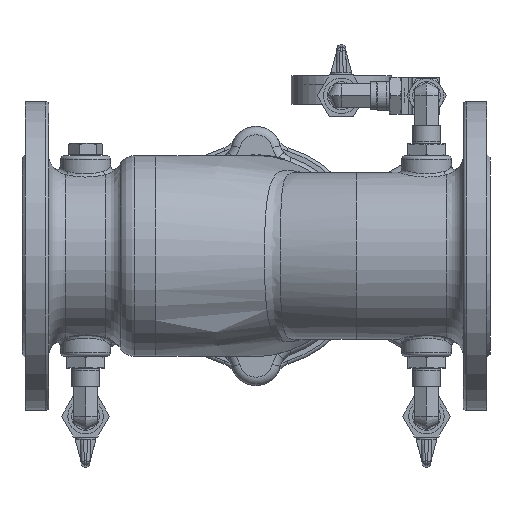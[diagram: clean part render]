
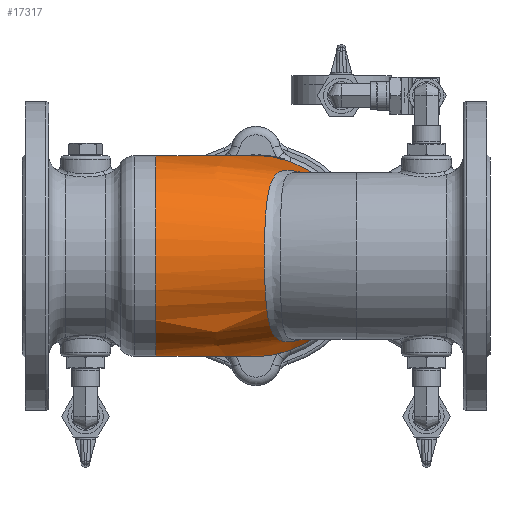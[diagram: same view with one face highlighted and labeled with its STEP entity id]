
A CAD part, front view. The second image highlights one B-rep face of the part: STEP entity #17317.
In plain terms, the highlighted free-form (B-spline) face has degree [2, 2] with [9, 3] control points.
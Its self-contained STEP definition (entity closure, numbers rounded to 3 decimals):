
#378=(
BOUNDED_SURFACE()
B_SPLINE_SURFACE(2,2,((#27801,#27802,#27803),(#27804,#27805,#27806),(#27807,
#27808,#27809),(#27810,#27811,#27812),(#27813,#27814,#27815),(#27816,#27817,
#27818),(#27819,#27820,#27821),(#27822,#27823,#27824),(#27825,#27826,#27827)),
 .UNSPECIFIED.,.T.,.F.,.F.)
B_SPLINE_SURFACE_WITH_KNOTS((3,2,2,2,3),(3,3),(-3.142,-1.571,
0.,1.571,3.142),(-3.142,-1.571),
 .UNSPECIFIED.)
GEOMETRIC_REPRESENTATION_ITEM()
RATIONAL_B_SPLINE_SURFACE(((1.,0.707,1.),(0.707,
0.5,0.707),(1.,0.707,1.),(0.707,0.5,
0.707),(1.,0.707,1.),(0.707,0.5,0.707),
(1.,0.707,1.),(0.707,0.5,0.707),(1.,
0.707,1.)))
REPRESENTATION_ITEM('')
SURFACE()
);
#845=B_SPLINE_CURVE_WITH_KNOTS('',3,(#27705,#27706,#27707,#27708,#27709,
#27710,#27711,#27712,#27713,#27714,#27715,#27716,#27717,#27718,#27719,#27720,
#27721,#27722,#27723,#27724,#27725,#27726,#27727,#27728,#27729,#27730,#27731,
#27732),.UNSPECIFIED.,.F.,.F.,(4,1,1,1,1,1,1,1,1,1,1,1,1,1,1,1,1,1,1,1,
1,1,1,1,1,4),(6.177,6.525,6.874,7.571,
8.268,8.965,9.43,9.894,10.824,
11.753,13.612,14.541,15.471,16.4,
17.33,18.259,19.189,20.118,21.047,
21.977,22.906,23.603,24.3,24.997,
25.346,25.694),.UNSPECIFIED.);
#846=B_SPLINE_CURVE_WITH_KNOTS('',3,(#27788,#27789,#27790,#27791,#27792,
#27793),.UNSPECIFIED.,.F.,.F.,(4,1,1,4),(0.,9.134,
13.7,15.983),.UNSPECIFIED.);
#847=B_SPLINE_CURVE_WITH_KNOTS('',3,(#27794,#27795,#27796,#27797,#27798,
#27799,#27800),.UNSPECIFIED.,.F.,.F.,(4,1,1,1,4),(15.983,20.551,
22.834,27.401,31.968),.UNSPECIFIED.);
#1912=FACE_OUTER_BOUND('',#2982,.T.);
#2982=EDGE_LOOP('',(#12081,#12082,#12083,#12084,#12085,#12086,#12087));
#6547=CIRCLE('',#18944,60.);
#6548=CIRCLE('',#18945,60.);
#6551=CIRCLE('',#18949,60.);
#6552=CIRCLE('',#18950,60.);
#7327=VERTEX_POINT('',#27499);
#7328=VERTEX_POINT('',#27501);
#7329=VERTEX_POINT('',#27673);
#7330=VERTEX_POINT('',#27703);
#7331=VERTEX_POINT('',#27787);
#9119=EDGE_CURVE('',#7327,#7328,#6547,.T.);
#9120=EDGE_CURVE('',#7328,#7327,#6548,.T.);
#9124=EDGE_CURVE('',#7330,#7329,#845,.T.);
#9125=EDGE_CURVE('',#7329,#7331,#846,.T.);
#9126=EDGE_CURVE('',#7331,#7330,#847,.T.);
#9127=EDGE_CURVE('',#7328,#7331,#6551,.T.);
#9128=EDGE_CURVE('',#7331,#7328,#6552,.T.);
#12081=ORIENTED_EDGE('',*,*,#9127,.F.);
#12082=ORIENTED_EDGE('',*,*,#9119,.F.);
#12083=ORIENTED_EDGE('',*,*,#9120,.F.);
#12084=ORIENTED_EDGE('',*,*,#9128,.F.);
#12085=ORIENTED_EDGE('',*,*,#9125,.F.);
#12086=ORIENTED_EDGE('',*,*,#9124,.F.);
#12087=ORIENTED_EDGE('',*,*,#9126,.F.);
#17317=ADVANCED_FACE('',(#1912),#378,.F.);
#18944=AXIS2_PLACEMENT_3D('',#27502,#21345,#21346);
#18945=AXIS2_PLACEMENT_3D('',#27503,#21347,#21348);
#18949=AXIS2_PLACEMENT_3D('',#27828,#21355,#21356);
#18950=AXIS2_PLACEMENT_3D('',#27829,#21357,#21358);
#21345=DIRECTION('center_axis',(-1.,0.,0.));
#21346=DIRECTION('ref_axis',(0.,0.,
1.));
#21347=DIRECTION('center_axis',(-1.,0.,0.));
#21348=DIRECTION('ref_axis',(0.,0.,
1.));
#21355=DIRECTION('center_axis',(0.,1.,0.));
#21356=DIRECTION('ref_axis',(0.,0.,
1.));
#21357=DIRECTION('center_axis',(0.,1.,0.));
#21358=DIRECTION('ref_axis',(0.,0.,
1.));
#27499=CARTESIAN_POINT('',(64.,0.,-60.));
#27501=CARTESIAN_POINT('',(64.,60.,0.));
#27502=CARTESIAN_POINT('Origin',(64.,0.,0.));
#27503=CARTESIAN_POINT('Origin',(64.,0.,0.));
#27673=CARTESIAN_POINT('',(175.39,49.445,-30.125));
#27703=CARTESIAN_POINT('',(175.39,49.445,30.125));
#27705=CARTESIAN_POINT('Ctrl Pts',(175.39,49.445,30.125));
#27706=CARTESIAN_POINT('Ctrl Pts',(174.649,48.557,31.252));
#27707=CARTESIAN_POINT('Ctrl Pts',(173.078,46.842,33.46));
#27708=CARTESIAN_POINT('Ctrl Pts',(169.502,43.381,37.745));
#27709=CARTESIAN_POINT('Ctrl Pts',(164.426,38.97,42.532));
#27710=CARTESIAN_POINT('Ctrl Pts',(157.71,33.138,47.075));
#27711=CARTESIAN_POINT('Ctrl Pts',(151.534,27.002,49.862));
#27712=CARTESIAN_POINT('Ctrl Pts',(146.52,20.743,51.197));
#27713=CARTESIAN_POINT('Ctrl Pts',(141.452,12.812,51.68));
#27714=CARTESIAN_POINT('Ctrl Pts',(136.838,2.03,50.328));
#27715=CARTESIAN_POINT('Ctrl Pts',(132.411,-14.703,44.595));
#27716=CARTESIAN_POINT('Ctrl Pts',(130.388,-28.783,33.707));
#27717=CARTESIAN_POINT('Ctrl Pts',(129.337,-37.564,18.854));
#27718=CARTESIAN_POINT('Ctrl Pts',(128.988,-41.01,6.465));
#27719=CARTESIAN_POINT('Ctrl Pts',(128.983,-41.018,-6.39));
#27720=CARTESIAN_POINT('Ctrl Pts',(129.341,-37.596,-18.793));
#27721=CARTESIAN_POINT('Ctrl Pts',(130.108,-31.019,-29.922));
#27722=CARTESIAN_POINT('Ctrl Pts',(131.405,-21.809,-39.12));
#27723=CARTESIAN_POINT('Ctrl Pts',(133.49,-10.579,-45.985));
#27724=CARTESIAN_POINT('Ctrl Pts',(136.821,1.943,-50.315));
#27725=CARTESIAN_POINT('Ctrl Pts',(142.328,14.919,-51.95));
#27726=CARTESIAN_POINT('Ctrl Pts',(149.935,25.443,-50.579));
#27727=CARTESIAN_POINT('Ctrl Pts',(157.655,33.073,-47.106));
#27728=CARTESIAN_POINT('Ctrl Pts',(164.389,38.946,-42.563));
#27729=CARTESIAN_POINT('Ctrl Pts',(169.464,43.344,-37.783));
#27730=CARTESIAN_POINT('Ctrl Pts',(173.036,46.799,-33.515));
#27731=CARTESIAN_POINT('Ctrl Pts',(174.639,48.546,-31.267));
#27732=CARTESIAN_POINT('Ctrl Pts',(175.39,49.445,-30.125));
#27787=CARTESIAN_POINT('',(183.999,59.999,0.));
#27788=CARTESIAN_POINT('Ctrl Pts',(175.39,49.445,-30.125));
#27789=CARTESIAN_POINT('Ctrl Pts',(178.411,53.06,-25.532));
#27790=CARTESIAN_POINT('Ctrl Pts',(182.018,57.512,-17.382));
#27791=CARTESIAN_POINT('Ctrl Pts',(183.81,59.762,-6.406));
#27792=CARTESIAN_POINT('Ctrl Pts',(183.999,59.999,-1.601));
#27793=CARTESIAN_POINT('Ctrl Pts',(183.999,59.998,0.));
#27794=CARTESIAN_POINT('Ctrl Pts',(183.999,59.998,0.));
#27795=CARTESIAN_POINT('Ctrl Pts',(183.998,59.996,3.204));
#27796=CARTESIAN_POINT('Ctrl Pts',(183.614,59.515,8.007));
#27797=CARTESIAN_POINT('Ctrl Pts',(182.043,57.551,15.668));
#27798=CARTESIAN_POINT('Ctrl Pts',(179.615,54.546,22.833));
#27799=CARTESIAN_POINT('Ctrl Pts',(176.901,51.253,27.829));
#27800=CARTESIAN_POINT('Ctrl Pts',(175.39,49.445,30.125));
#27801=CARTESIAN_POINT('Ctrl Pts',(64.,60.,0.));
#27802=CARTESIAN_POINT('Ctrl Pts',(64.,60.,0.));
#27803=CARTESIAN_POINT('Ctrl Pts',(64.,60.,0.));
#27804=CARTESIAN_POINT('Ctrl Pts',(64.,60.,60.));
#27805=CARTESIAN_POINT('Ctrl Pts',(64.,60.,60.));
#27806=CARTESIAN_POINT('Ctrl Pts',(64.,60.,60.));
#27807=CARTESIAN_POINT('Ctrl Pts',(124.,60.,60.));
#27808=CARTESIAN_POINT('Ctrl Pts',(124.,0.,60.));
#27809=CARTESIAN_POINT('Ctrl Pts',(64.,0.,60.));
#27810=CARTESIAN_POINT('Ctrl Pts',(184.,60.,60.));
#27811=CARTESIAN_POINT('Ctrl Pts',(184.,-60.,60.));
#27812=CARTESIAN_POINT('Ctrl Pts',(64.,-60.,60.));
#27813=CARTESIAN_POINT('Ctrl Pts',(184.,60.,0.));
#27814=CARTESIAN_POINT('Ctrl Pts',(184.,-60.,0.));
#27815=CARTESIAN_POINT('Ctrl Pts',(64.,-60.,0.));
#27816=CARTESIAN_POINT('Ctrl Pts',(184.,60.,-60.));
#27817=CARTESIAN_POINT('Ctrl Pts',(184.,-60.,-60.));
#27818=CARTESIAN_POINT('Ctrl Pts',(64.,-60.,-60.));
#27819=CARTESIAN_POINT('Ctrl Pts',(124.,60.,-60.));
#27820=CARTESIAN_POINT('Ctrl Pts',(124.,0.,-60.));
#27821=CARTESIAN_POINT('Ctrl Pts',(64.,0.,-60.));
#27822=CARTESIAN_POINT('Ctrl Pts',(64.,60.,-60.));
#27823=CARTESIAN_POINT('Ctrl Pts',(64.,60.,-60.));
#27824=CARTESIAN_POINT('Ctrl Pts',(64.,60.,-60.));
#27825=CARTESIAN_POINT('Ctrl Pts',(64.,60.,0.));
#27826=CARTESIAN_POINT('Ctrl Pts',(64.,60.,0.));
#27827=CARTESIAN_POINT('Ctrl Pts',(64.,60.,0.));
#27828=CARTESIAN_POINT('Origin',(124.,60.,0.));
#27829=CARTESIAN_POINT('Origin',(124.,60.,0.));
